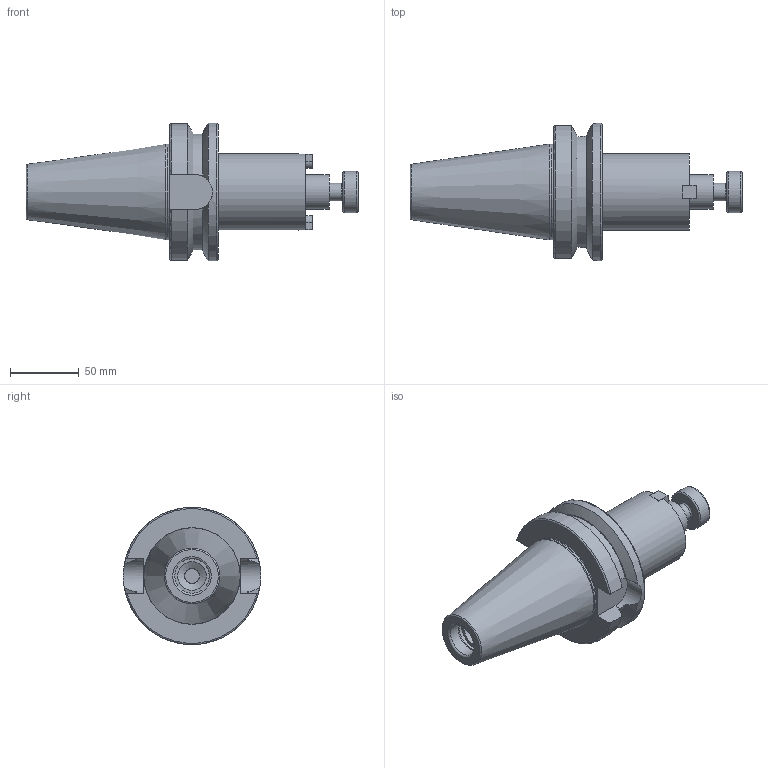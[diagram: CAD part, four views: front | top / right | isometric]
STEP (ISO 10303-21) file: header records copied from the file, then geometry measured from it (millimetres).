
FILE_DESCRIPTION(/* description */ ('','CAx-IF Rec.Pracs.---Representation and Presentation of Product Manufacturing Information (PMI)---4.0---2014-10-13'),/* implementation_level */ '2;1');
FILE_NAME(/* name */ 'EI314.stp',/* time_stamp */ '2025-04-02T10:48:22+09:00',/* author */ ('eos'),/* organization */ (''),/* preprocessor_version */ 'ST-DEVELOPER v20',/* originating_system */ 'Autodesk Inventor 2025',/* authorisation */ '');
FILE_SCHEMA (('AP242_MANAGED_MODEL_BASED_3D_ENGINEERING_MIM_LF { 1 0 10303 442 1 1 4 }'));
Products named in the file (5): LO-BT50-SMA25.4-44.45; BT50; SMA27-DRIV EKEY-SECO; #4332; COLLAR BOLT-UNF3_4-16x47L
Assembly tree (4 placements, depth 2):
  LO-BT50-SMA25.4-44.45
    BT50
    SMA27-DRIV EKEY-SECO  x2
    COLLAR BOLT-UNF3_4-16x47L
  #4332
Bounding box: 241.67 x 100 x 100 mm (x, y, z)
Volume: 606761.2 mm3; surface area: 76066.3 mm2
Topology: 6 solids, 6 shells, 129 faces, 307 edges, 200 vertices
Faces by surface type: plane 68, cylinder 32, cone 16, torus 13
Full cylindrical faces by diameter (mm): 3.302 x2, 4.166 x2, 4.5 x2, 6.858 x2, 7.5 x2, 9.525 x1, 11.328 x1, 12.7 x1, 13.5 x1, 20.752 x1, 25 x1, 25.4 x1, 25.6 x1, 30 x1, 55.63 x1, 69.3 x1, 100 x1
Entity records: 4308 total; most frequent: CARTESIAN_POINT 1002, DIRECTION 678, ORIENTED_EDGE 498, AXIS2_PLACEMENT_3D 279, EDGE_CURVE 249, VERTEX_POINT 164, STYLED_ITEM 150, EDGE_LOOP 121
